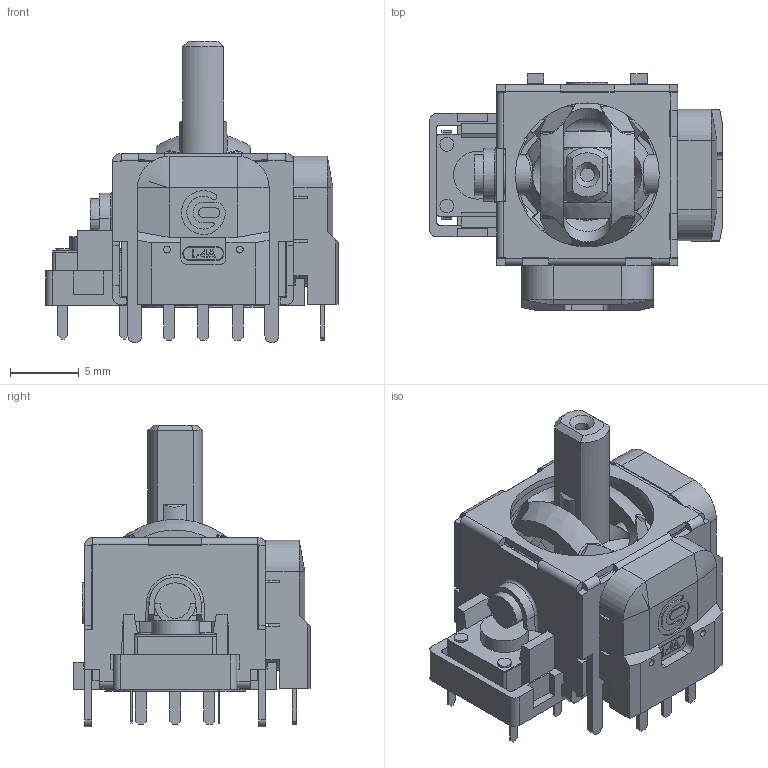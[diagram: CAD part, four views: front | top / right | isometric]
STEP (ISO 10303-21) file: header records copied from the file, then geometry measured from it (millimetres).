
FILE_DESCRIPTION(/* description */ ('STEP AP214'),/* implementation_level */ '2;1');
FILE_NAME(/* name */ 'PS5_joystick.step',/* time_stamp */ '2026-03-04T12:25:49+03:00',/* author */ (''),/* organization */ (''),/* preprocessor_version */ 'ST-DEVELOPER v20.1',/* originating_system */ 'Autodesk Translation Framework v14.24.0.0',/* authorisation */ '');
FILE_SCHEMA (('AUTOMOTIVE_DESIGN { 1 0 10303 214 3 1 1 }'));
Length unit declared in the file: millimetre
Products named in the file (13): Joystick_Hall_PS5; Resorte; Pulsador 6x6 5mm; Muelle; X; Stich; Y; Palo; Eje; Base_Iman; Iman; Sensor; Base
Assembly tree (15 placements, depth 2):
  Joystick_Hall_PS5
    Resorte
    Pulsador 6x6 5mm
    Muelle
    X
    Stich
    Base_Iman  x2
    Iman  x2
    Y
    Palo
    Eje
    Sensor  x2
    Base
Bounding box: 21.35 x 17.25 x 22 mm (x, y, z)
Volume: 1827.9 mm3; surface area: 5107.5 mm2
Topology: 17 solids, 17 shells, 1188 faces, 3219 edges, 2084 vertices
Faces by surface type: plane 877, cylinder 234, sphere 24, bspline 19, cone 18, torus 16
Full cylindrical faces by diameter (mm): 0.5 x4, 0.88 x6, 1 x19, 1.35 x1, 2.4 x4, 2.8 x2, 3 x4, 3.1 x1, 3.2 x1, 3.5 x2, 4.5 x1, 6.6 x1, 6.7 x1, 7.55 x1, 10.3 x1, 10.5 x1
Entity records: 34354 total; most frequent: CARTESIAN_POINT 8703, ORIENTED_EDGE 5354, DIRECTION 5021, EDGE_CURVE 2677, LINE 2091, VECTOR 2091, VERTEX_POINT 1750, AXIS2_PLACEMENT_3D 1465
